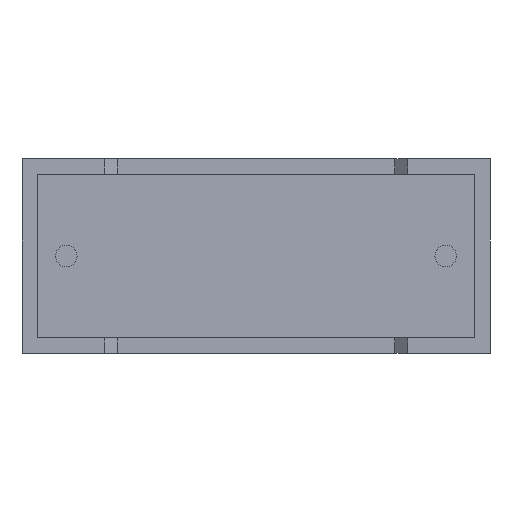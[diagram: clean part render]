
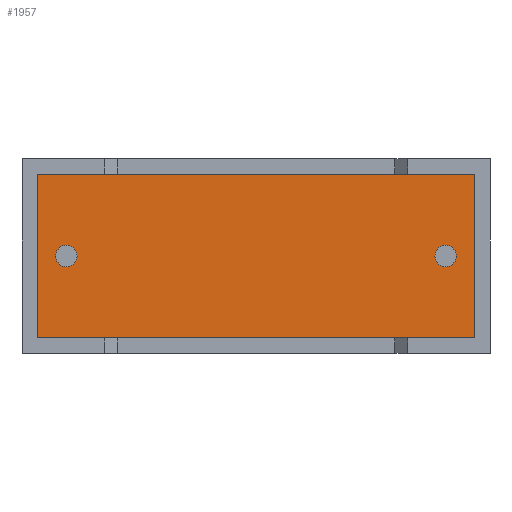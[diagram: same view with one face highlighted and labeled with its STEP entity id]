
A CAD part, front view. The second image highlights one B-rep face of the part: STEP entity #1957.
In plain terms, the highlighted planar face has unit normal (0, -1, 0).
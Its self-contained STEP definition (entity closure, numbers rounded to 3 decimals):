
#95 = CARTESIAN_POINT ( 'NONE',  ( 17.883, 0.75, 0.617 ) ) ;
#129 = DIRECTION ( 'NONE',  ( 0., -1., 0. ) ) ;
#153 = ORIENTED_EDGE ( 'NONE', *, *, #2249, .F. ) ;
#182 = PLANE ( 'NONE',  #1759 ) ;
#196 = CIRCLE ( 'NONE', #1073, 0.425 ) ;
#226 = VERTEX_POINT ( 'NONE', #2210 ) ;
#304 = AXIS2_PLACEMENT_3D ( 'NONE', #2244, #129, #2889 ) ;
#308 = EDGE_LOOP ( 'NONE', ( #2891, #2368 ) ) ;
#315 = DIRECTION ( 'NONE',  ( 0., 0., -1. ) ) ;
#379 = FACE_BOUND ( 'NONE', #308, .T. ) ;
#463 = VERTEX_POINT ( 'NONE', #1441 ) ;
#501 = VECTOR ( 'NONE', #2281, 1000. ) ;
#533 = CARTESIAN_POINT ( 'NONE',  ( 16.75, 0.75, 3.85 ) ) ;
#566 = EDGE_CURVE ( 'NONE', #839, #463, #1497, .T. ) ;
#579 = EDGE_CURVE ( 'NONE', #861, #1001, #1025, .T. ) ;
#608 = EDGE_CURVE ( 'NONE', #609, #2363, #196, .T. ) ;
#609 = VERTEX_POINT ( 'NONE', #1311 ) ;
#769 = CARTESIAN_POINT ( 'NONE',  ( 0.617, 0.75, 7.083 ) ) ;
#839 = VERTEX_POINT ( 'NONE', #1701 ) ;
#861 = VERTEX_POINT ( 'NONE', #2693 ) ;
#898 = CARTESIAN_POINT ( 'NONE',  ( 16.75, 0.75, 3.425 ) ) ;
#936 = AXIS2_PLACEMENT_3D ( 'NONE', #1477, #2434, #315 ) ;
#1001 = VERTEX_POINT ( 'NONE', #898 ) ;
#1025 = CIRCLE ( 'NONE', #2765, 0.425 ) ;
#1056 = DIRECTION ( 'NONE',  ( -1., 0., 0. ) ) ;
#1073 = AXIS2_PLACEMENT_3D ( 'NONE', #1528, #1299, #2930 ) ;
#1230 = VECTOR ( 'NONE', #2458, 1000. ) ;
#1244 = DIRECTION ( 'NONE',  ( 0., -1., 0. ) ) ;
#1299 = DIRECTION ( 'NONE',  ( 0., -1., 0. ) ) ;
#1311 = CARTESIAN_POINT ( 'NONE',  ( 1.75, 0.75, 4.275 ) ) ;
#1323 = EDGE_CURVE ( 'NONE', #2363, #609, #2822, .T. ) ;
#1341 = CARTESIAN_POINT ( 'NONE',  ( 0., 0.75, 0. ) ) ;
#1423 = VECTOR ( 'NONE', #1483, 1000. ) ;
#1441 = CARTESIAN_POINT ( 'NONE',  ( 0.617, 0.75, 7.083 ) ) ;
#1477 = CARTESIAN_POINT ( 'NONE',  ( 1.75, 0.75, 3.85 ) ) ;
#1483 = DIRECTION ( 'NONE',  ( 1., 0., 0. ) ) ;
#1497 = LINE ( 'NONE', #2222, #2370 ) ;
#1528 = CARTESIAN_POINT ( 'NONE',  ( 1.75, 0.75, 3.85 ) ) ;
#1547 = ORIENTED_EDGE ( 'NONE', *, *, #566, .T. ) ;
#1589 = ORIENTED_EDGE ( 'NONE', *, *, #579, .F. ) ;
#1701 = CARTESIAN_POINT ( 'NONE',  ( 17.883, 0.75, 7.083 ) ) ;
#1735 = FACE_BOUND ( 'NONE', #2808, .T. ) ;
#1759 = AXIS2_PLACEMENT_3D ( 'NONE', #1341, #2534, #1798 ) ;
#1798 = DIRECTION ( 'NONE',  ( 0., 0., -1. ) ) ;
#1902 = EDGE_CURVE ( 'NONE', #226, #2442, #2706, .T. ) ;
#1943 = LINE ( 'NONE', #769, #501 ) ;
#1957 = ADVANCED_FACE ( 'NONE', ( #1735, #2313, #379 ), #182, .T. ) ;
#2210 = CARTESIAN_POINT ( 'NONE',  ( 0.617, 0.75, 0.617 ) ) ;
#2219 = CARTESIAN_POINT ( 'NONE',  ( 0.617, 0.75, 0.617 ) ) ;
#2222 = CARTESIAN_POINT ( 'NONE',  ( 17.883, 0.75, 7.083 ) ) ;
#2244 = CARTESIAN_POINT ( 'NONE',  ( 16.75, 0.75, 3.85 ) ) ;
#2249 = EDGE_CURVE ( 'NONE', #1001, #861, #2475, .T. ) ;
#2281 = DIRECTION ( 'NONE',  ( 0., 0., -1. ) ) ;
#2313 = FACE_OUTER_BOUND ( 'NONE', #3018, .T. ) ;
#2363 = VERTEX_POINT ( 'NONE', #2959 ) ;
#2368 = ORIENTED_EDGE ( 'NONE', *, *, #1323, .F. ) ;
#2370 = VECTOR ( 'NONE', #1056, 1000. ) ;
#2402 = LINE ( 'NONE', #95, #1230 ) ;
#2434 = DIRECTION ( 'NONE',  ( 0., -1., 0. ) ) ;
#2442 = VERTEX_POINT ( 'NONE', #2932 ) ;
#2458 = DIRECTION ( 'NONE',  ( 0., 0., 1. ) ) ;
#2475 = CIRCLE ( 'NONE', #304, 0.425 ) ;
#2534 = DIRECTION ( 'NONE',  ( 0., -1., 0. ) ) ;
#2585 = ORIENTED_EDGE ( 'NONE', *, *, #1902, .T. ) ;
#2693 = CARTESIAN_POINT ( 'NONE',  ( 16.75, 0.75, 4.275 ) ) ;
#2706 = LINE ( 'NONE', #2219, #1423 ) ;
#2765 = AXIS2_PLACEMENT_3D ( 'NONE', #533, #1244, #2954 ) ;
#2791 = EDGE_CURVE ( 'NONE', #463, #226, #1943, .T. ) ;
#2808 = EDGE_LOOP ( 'NONE', ( #1589, #153 ) ) ;
#2822 = CIRCLE ( 'NONE', #936, 0.425 ) ;
#2889 = DIRECTION ( 'NONE',  ( 0., 0., -1. ) ) ;
#2891 = ORIENTED_EDGE ( 'NONE', *, *, #608, .F. ) ;
#2919 = EDGE_CURVE ( 'NONE', #2442, #839, #2402, .T. ) ;
#2930 = DIRECTION ( 'NONE',  ( 0., 0., -1. ) ) ;
#2932 = CARTESIAN_POINT ( 'NONE',  ( 17.883, 0.75, 0.617 ) ) ;
#2954 = DIRECTION ( 'NONE',  ( 0., 0., -1. ) ) ;
#2959 = CARTESIAN_POINT ( 'NONE',  ( 1.75, 0.75, 3.425 ) ) ;
#2977 = ORIENTED_EDGE ( 'NONE', *, *, #2919, .T. ) ;
#2999 = ORIENTED_EDGE ( 'NONE', *, *, #2791, .T. ) ;
#3018 = EDGE_LOOP ( 'NONE', ( #2999, #2585, #2977, #1547 ) ) ;
